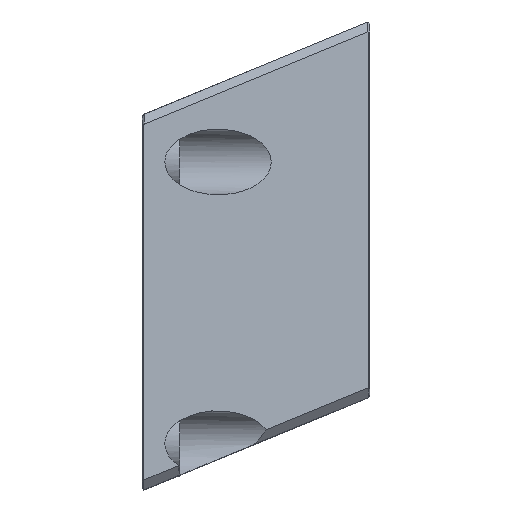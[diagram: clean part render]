
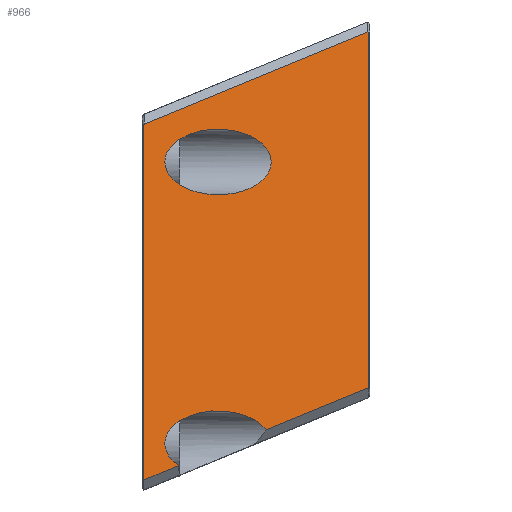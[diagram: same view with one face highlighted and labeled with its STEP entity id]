
A CAD part, top view. The second image highlights one B-rep face of the part: STEP entity #966.
In plain terms, the highlighted planar face has unit normal (0.526, 0, 0.851).
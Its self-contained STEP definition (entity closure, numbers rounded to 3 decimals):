
#24=ELLIPSE('',#1035,6.653,3.5);
#25=ELLIPSE('',#1036,6.653,3.5);
#26=ELLIPSE('',#1037,6.653,3.5);
#27=ELLIPSE('',#1038,6.653,3.5);
#63=FACE_BOUND('',#359,.T.);
#90=LINE('',#1677,#181);
#96=LINE('',#1689,#187);
#118=LINE('',#1730,#209);
#120=LINE('',#1734,#211);
#121=LINE('',#1740,#212);
#122=LINE('',#1742,#213);
#123=LINE('',#1743,#214);
#181=VECTOR('',#1134,10.);
#187=VECTOR('',#1142,10.);
#209=VECTOR('',#1178,10.);
#211=VECTOR('',#1182,10.);
#212=VECTOR('',#1187,10.);
#213=VECTOR('',#1188,10.);
#214=VECTOR('',#1189,10.);
#264=PLANE('',#1034);
#302=FACE_OUTER_BOUND('',#358,.T.);
#358=EDGE_LOOP('',(#759,#760,#761,#762,#763,#764,#765,#766,#767));
#359=EDGE_LOOP('',(#768,#769));
#454=VERTEX_POINT('',#1675);
#455=VERTEX_POINT('',#1676);
#460=VERTEX_POINT('',#1688);
#472=VERTEX_POINT('',#1729);
#473=VERTEX_POINT('',#1733);
#474=VERTEX_POINT('',#1735);
#475=VERTEX_POINT('',#1737);
#476=VERTEX_POINT('',#1739);
#477=VERTEX_POINT('',#1741);
#478=VERTEX_POINT('',#1744);
#479=VERTEX_POINT('',#1745);
#551=EDGE_CURVE('',#454,#455,#90,.T.);
#557=EDGE_CURVE('',#455,#460,#96,.T.);
#579=EDGE_CURVE('',#460,#472,#118,.T.);
#581=EDGE_CURVE('',#473,#454,#120,.T.);
#582=EDGE_CURVE('',#473,#474,#24,.T.);
#583=EDGE_CURVE('',#474,#475,#25,.T.);
#584=EDGE_CURVE('',#476,#475,#121,.T.);
#585=EDGE_CURVE('',#477,#476,#122,.T.);
#586=EDGE_CURVE('',#472,#477,#123,.T.);
#587=EDGE_CURVE('',#478,#479,#26,.T.);
#588=EDGE_CURVE('',#479,#478,#27,.T.);
#759=ORIENTED_EDGE('',*,*,#557,.F.);
#760=ORIENTED_EDGE('',*,*,#551,.F.);
#761=ORIENTED_EDGE('',*,*,#581,.F.);
#762=ORIENTED_EDGE('',*,*,#582,.T.);
#763=ORIENTED_EDGE('',*,*,#583,.T.);
#764=ORIENTED_EDGE('',*,*,#584,.F.);
#765=ORIENTED_EDGE('',*,*,#585,.F.);
#766=ORIENTED_EDGE('',*,*,#586,.F.);
#767=ORIENTED_EDGE('',*,*,#579,.F.);
#768=ORIENTED_EDGE('',*,*,#587,.T.);
#769=ORIENTED_EDGE('',*,*,#588,.T.);
#966=ADVANCED_FACE('',(#302,#63),#264,.F.);
#1034=AXIS2_PLACEMENT_3D('',#1732,#1180,#1181);
#1035=AXIS2_PLACEMENT_3D('',#1736,#1183,#1184);
#1036=AXIS2_PLACEMENT_3D('',#1738,#1185,#1186);
#1037=AXIS2_PLACEMENT_3D('',#1746,#1190,#1191);
#1038=AXIS2_PLACEMENT_3D('',#1747,#1192,#1193);
#1134=DIRECTION('',(0.,1.,0.));
#1142=DIRECTION('',(0.469,0.834,-0.29));
#1178=DIRECTION('',(0.803,0.331,-0.496));
#1180=DIRECTION('center_axis',(-0.526,0.,-0.85));
#1181=DIRECTION('ref_axis',(-0.85,0.,0.526));
#1182=DIRECTION('',(-0.803,-0.331,0.496));
#1183=DIRECTION('center_axis',(-0.526,0.,-0.85));
#1184=DIRECTION('ref_axis',(-0.85,0.,0.526));
#1185=DIRECTION('center_axis',(-0.526,0.,-0.85));
#1186=DIRECTION('ref_axis',(-0.85,0.,0.526));
#1187=DIRECTION('',(-0.803,-0.331,0.496));
#1188=DIRECTION('',(0.,-1.,0.));
#1189=DIRECTION('',(0.66,-0.631,-0.408));
#1190=DIRECTION('center_axis',(-0.526,0.,-0.85));
#1191=DIRECTION('ref_axis',(-0.85,0.,0.526));
#1192=DIRECTION('center_axis',(-0.526,0.,-0.85));
#1193=DIRECTION('ref_axis',(-0.85,0.,0.526));
#1675=CARTESIAN_POINT('',(-24.08,-13.87,19.895));
#1676=CARTESIAN_POINT('',(-24.08,23.971,19.895));
#1677=CARTESIAN_POINT('',(-24.08,20.,19.895));
#1688=CARTESIAN_POINT('',(-24.051,24.022,19.877));
#1689=CARTESIAN_POINT('',(-17.308,36.025,15.706));
#1729=CARTESIAN_POINT('',(-0.199,33.858,5.123));
#1730=CARTESIAN_POINT('',(2.273,34.878,3.594));
#1732=CARTESIAN_POINT('Origin',(0.,35.,5.));
#1733=CARTESIAN_POINT('',(-20.373,-12.341,17.602));
#1734=CARTESIAN_POINT('',(5.03,-1.866,1.888));
#1735=CARTESIAN_POINT('',(-20.25,-7.577,17.526));
#1736=CARTESIAN_POINT('Origin',(-16.167,-10.,15.));
#1737=CARTESIAN_POINT('',(-11.055,-8.499,11.838));
#1738=CARTESIAN_POINT('Origin',(-16.167,-10.,15.));
#1739=CARTESIAN_POINT('',(-0.17,-4.01,5.105));
#1740=CARTESIAN_POINT('',(5.03,-1.866,1.888));
#1741=CARTESIAN_POINT('',(-0.17,33.831,5.105));
#1742=CARTESIAN_POINT('',(-0.17,25.,5.105));
#1743=CARTESIAN_POINT('',(-0.188,33.848,5.117));
#1744=CARTESIAN_POINT('',(-20.25,17.577,17.526));
#1745=CARTESIAN_POINT('',(-20.25,22.423,17.526));
#1746=CARTESIAN_POINT('Origin',(-16.167,20.,15.));
#1747=CARTESIAN_POINT('Origin',(-16.167,20.,15.));
